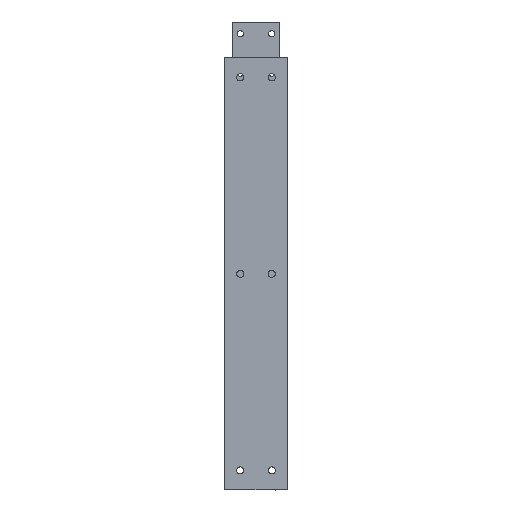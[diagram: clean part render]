
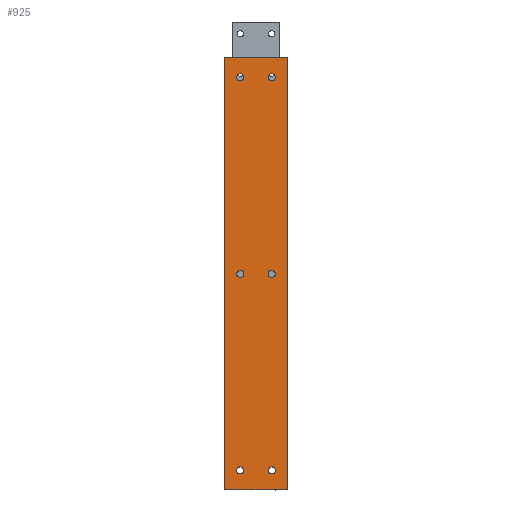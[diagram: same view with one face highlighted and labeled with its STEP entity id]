
A CAD part, left-side view. The second image highlights one B-rep face of the part: STEP entity #925.
In plain terms, the highlighted planar face has unit normal (-1, 0, 0).
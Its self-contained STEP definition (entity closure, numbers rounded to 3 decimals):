
#51 = DIRECTION ( 'NONE',  ( 0., 0., -1. ) ) ;
#86 = ORIENTED_EDGE ( 'NONE', *, *, #716, .T. ) ;
#110 = VERTEX_POINT ( 'NONE', #2696 ) ;
#168 = CARTESIAN_POINT ( 'NONE',  ( 0., 0., 275. ) ) ;
#170 = EDGE_LOOP ( 'NONE', ( #3196, #397 ) ) ;
#241 = CARTESIAN_POINT ( 'NONE',  ( 0., 60., 245.475 ) ) ;
#243 = EDGE_CURVE ( 'NONE', #1314, #110, #1017, .T. ) ;
#298 = CIRCLE ( 'NONE', #1821, 4.525 ) ;
#339 = VERTEX_POINT ( 'NONE', #2014 ) ;
#353 = CARTESIAN_POINT ( 'NONE',  ( 0., 60., -245.475 ) ) ;
#358 = AXIS2_PLACEMENT_3D ( 'NONE', #662, #2318, #2287 ) ;
#397 = ORIENTED_EDGE ( 'NONE', *, *, #1218, .T. ) ;
#399 = DIRECTION ( 'NONE',  ( 0., 0., -1. ) ) ;
#414 = DIRECTION ( 'NONE',  ( 1., 0., 0. ) ) ;
#427 = CIRCLE ( 'NONE', #1221, 4.525 ) ;
#465 = DIRECTION ( 'NONE',  ( 1., 0., 0. ) ) ;
#481 = DIRECTION ( 'NONE',  ( 1., 0., 0. ) ) ;
#495 = ORIENTED_EDGE ( 'NONE', *, *, #243, .T. ) ;
#528 = CIRCLE ( 'NONE', #1817, 4.525 ) ;
#536 = CARTESIAN_POINT ( 'NONE',  ( 0., 0., -275. ) ) ;
#662 = CARTESIAN_POINT ( 'NONE',  ( 0., 20., -250. ) ) ;
#678 = CARTESIAN_POINT ( 'NONE',  ( 0., 60., 254.525 ) ) ;
#703 = CARTESIAN_POINT ( 'NONE',  ( 0., 20., 250. ) ) ;
#714 = FACE_BOUND ( 'NONE', #741, .T. ) ;
#716 = EDGE_CURVE ( 'NONE', #2471, #1596, #2824, .T. ) ;
#731 = VERTEX_POINT ( 'NONE', #3342 ) ;
#737 = EDGE_CURVE ( 'NONE', #1913, #2667, #1004, .T. ) ;
#741 = EDGE_LOOP ( 'NONE', ( #495, #1172 ) ) ;
#744 = DIRECTION ( 'NONE',  ( 1., 0., 0. ) ) ;
#761 = EDGE_CURVE ( 'NONE', #3054, #339, #2589, .T. ) ;
#777 = VECTOR ( 'NONE', #1246, 1000. ) ;
#798 = AXIS2_PLACEMENT_3D ( 'NONE', #2366, #1040, #1837 ) ;
#840 = EDGE_CURVE ( 'NONE', #1596, #2471, #1976, .T. ) ;
#867 = CARTESIAN_POINT ( 'NONE',  ( 0., 20., -245.475 ) ) ;
#925 = ADVANCED_FACE ( 'NONE', ( #1487, #2029, #714, #3339, #3387, #1536, #2843 ), #1279, .F. ) ;
#928 = VECTOR ( 'NONE', #51, 1000. ) ;
#947 = DIRECTION ( 'NONE',  ( 0., 0., -1. ) ) ;
#963 = EDGE_CURVE ( 'NONE', #2997, #1447, #2309, .T. ) ;
#988 = CARTESIAN_POINT ( 'NONE',  ( 0., 0., -275. ) ) ;
#992 = CARTESIAN_POINT ( 'NONE',  ( 0., 80., -275. ) ) ;
#1004 = CIRCLE ( 'NONE', #1574, 4.525 ) ;
#1017 = CIRCLE ( 'NONE', #2987, 4.525 ) ;
#1018 = DIRECTION ( 'NONE',  ( 0., 0., -1. ) ) ;
#1030 = ORIENTED_EDGE ( 'NONE', *, *, #2042, .T. ) ;
#1040 = DIRECTION ( 'NONE',  ( 1., 0., 0. ) ) ;
#1081 = ORIENTED_EDGE ( 'NONE', *, *, #1399, .T. ) ;
#1120 = CARTESIAN_POINT ( 'NONE',  ( 0., 20., -4.525 ) ) ;
#1172 = ORIENTED_EDGE ( 'NONE', *, *, #2644, .T. ) ;
#1181 = AXIS2_PLACEMENT_3D ( 'NONE', #1282, #1824, #2096 ) ;
#1211 = EDGE_LOOP ( 'NONE', ( #2206, #1617 ) ) ;
#1216 = AXIS2_PLACEMENT_3D ( 'NONE', #1435, #2514, #3260 ) ;
#1218 = EDGE_CURVE ( 'NONE', #3352, #3091, #528, .T. ) ;
#1221 = AXIS2_PLACEMENT_3D ( 'NONE', #2097, #744, #2907 ) ;
#1246 = DIRECTION ( 'NONE',  ( 0., -1., 0. ) ) ;
#1258 = EDGE_CURVE ( 'NONE', #3091, #3352, #1875, .T. ) ;
#1271 = CARTESIAN_POINT ( 'NONE',  ( 0., 60., -4.525 ) ) ;
#1279 = PLANE ( 'NONE',  #3163 ) ;
#1282 = CARTESIAN_POINT ( 'NONE',  ( 0., 60., 0. ) ) ;
#1305 = CARTESIAN_POINT ( 'NONE',  ( 0., 60., -250. ) ) ;
#1311 = CIRCLE ( 'NONE', #2999, 4.525 ) ;
#1314 = VERTEX_POINT ( 'NONE', #2335 ) ;
#1394 = LINE ( 'NONE', #2470, #928 ) ;
#1399 = EDGE_CURVE ( 'NONE', #731, #2405, #1311, .T. ) ;
#1435 = CARTESIAN_POINT ( 'NONE',  ( 0., 60., -250. ) ) ;
#1447 = VERTEX_POINT ( 'NONE', #536 ) ;
#1449 = EDGE_CURVE ( 'NONE', #2405, #731, #1654, .T. ) ;
#1475 = DIRECTION ( 'NONE',  ( 1., 0., 0. ) ) ;
#1487 = FACE_BOUND ( 'NONE', #1211, .T. ) ;
#1491 = DIRECTION ( 'NONE',  ( 1., 0., 0. ) ) ;
#1536 = FACE_BOUND ( 'NONE', #3372, .T. ) ;
#1569 = EDGE_LOOP ( 'NONE', ( #3142, #1030 ) ) ;
#1574 = AXIS2_PLACEMENT_3D ( 'NONE', #2297, #1491, #3157 ) ;
#1596 = VERTEX_POINT ( 'NONE', #2578 ) ;
#1617 = ORIENTED_EDGE ( 'NONE', *, *, #3044, .T. ) ;
#1625 = DIRECTION ( 'NONE',  ( 1., 0., 0. ) ) ;
#1654 = CIRCLE ( 'NONE', #798, 4.525 ) ;
#1701 = DIRECTION ( 'NONE',  ( 0., 0., -1. ) ) ;
#1797 = EDGE_LOOP ( 'NONE', ( #2740, #2089, #2592, #3337 ) ) ;
#1817 = AXIS2_PLACEMENT_3D ( 'NONE', #2228, #3288, #1701 ) ;
#1821 = AXIS2_PLACEMENT_3D ( 'NONE', #1305, #465, #2856 ) ;
#1824 = DIRECTION ( 'NONE',  ( 1., 0., 0. ) ) ;
#1830 = CIRCLE ( 'NONE', #2857, 4.525 ) ;
#1837 = DIRECTION ( 'NONE',  ( 0., 0., -1. ) ) ;
#1875 = CIRCLE ( 'NONE', #358, 4.525 ) ;
#1884 = CIRCLE ( 'NONE', #1216, 4.525 ) ;
#1913 = VERTEX_POINT ( 'NONE', #678 ) ;
#1976 = CIRCLE ( 'NONE', #3255, 4.525 ) ;
#2014 = CARTESIAN_POINT ( 'NONE',  ( 0., 0., 275. ) ) ;
#2029 = FACE_BOUND ( 'NONE', #1569, .T. ) ;
#2042 = EDGE_CURVE ( 'NONE', #2260, #2313, #298, .T. ) ;
#2089 = ORIENTED_EDGE ( 'NONE', *, *, #3254, .F. ) ;
#2096 = DIRECTION ( 'NONE',  ( 0., 0., -1. ) ) ;
#2097 = CARTESIAN_POINT ( 'NONE',  ( 0., 60., 250. ) ) ;
#2108 = DIRECTION ( 'NONE',  ( 0., 0., -1. ) ) ;
#2172 = VECTOR ( 'NONE', #2108, 1000. ) ;
#2206 = ORIENTED_EDGE ( 'NONE', *, *, #737, .T. ) ;
#2228 = CARTESIAN_POINT ( 'NONE',  ( 0., 20., -250. ) ) ;
#2260 = VERTEX_POINT ( 'NONE', #2612 ) ;
#2287 = DIRECTION ( 'NONE',  ( 0., 0., -1. ) ) ;
#2297 = CARTESIAN_POINT ( 'NONE',  ( 0., 60., 250. ) ) ;
#2309 = LINE ( 'NONE', #988, #3214 ) ;
#2313 = VERTEX_POINT ( 'NONE', #353 ) ;
#2318 = DIRECTION ( 'NONE',  ( 1., 0., 0. ) ) ;
#2335 = CARTESIAN_POINT ( 'NONE',  ( 0., 20., 254.525 ) ) ;
#2353 = LINE ( 'NONE', #2646, #2172 ) ;
#2366 = CARTESIAN_POINT ( 'NONE',  ( 0., 20., 0. ) ) ;
#2375 = CARTESIAN_POINT ( 'NONE',  ( 0., 20., 250. ) ) ;
#2405 = VERTEX_POINT ( 'NONE', #1120 ) ;
#2470 = CARTESIAN_POINT ( 'NONE',  ( 0., 80., 275. ) ) ;
#2471 = VERTEX_POINT ( 'NONE', #1271 ) ;
#2514 = DIRECTION ( 'NONE',  ( 1., 0., 0. ) ) ;
#2568 = CARTESIAN_POINT ( 'NONE',  ( 0., 0., 275. ) ) ;
#2578 = CARTESIAN_POINT ( 'NONE',  ( 0., 60., 4.525 ) ) ;
#2584 = DIRECTION ( 'NONE',  ( 1., 0., 0. ) ) ;
#2589 = LINE ( 'NONE', #168, #777 ) ;
#2592 = ORIENTED_EDGE ( 'NONE', *, *, #761, .F. ) ;
#2612 = CARTESIAN_POINT ( 'NONE',  ( 0., 60., -254.525 ) ) ;
#2632 = ORIENTED_EDGE ( 'NONE', *, *, #840, .T. ) ;
#2644 = EDGE_CURVE ( 'NONE', #110, #1314, #1830, .T. ) ;
#2646 = CARTESIAN_POINT ( 'NONE',  ( 0., 0., 275. ) ) ;
#2667 = VERTEX_POINT ( 'NONE', #241 ) ;
#2696 = CARTESIAN_POINT ( 'NONE',  ( 0., 20., 245.475 ) ) ;
#2702 = EDGE_LOOP ( 'NONE', ( #2632, #86 ) ) ;
#2740 = ORIENTED_EDGE ( 'NONE', *, *, #963, .T. ) ;
#2741 = EDGE_CURVE ( 'NONE', #2313, #2260, #1884, .T. ) ;
#2755 = CARTESIAN_POINT ( 'NONE',  ( 0., 20., -254.525 ) ) ;
#2824 = CIRCLE ( 'NONE', #1181, 4.525 ) ;
#2843 = FACE_OUTER_BOUND ( 'NONE', #1797, .T. ) ;
#2856 = DIRECTION ( 'NONE',  ( 0., 0., -1. ) ) ;
#2857 = AXIS2_PLACEMENT_3D ( 'NONE', #2375, #481, #3431 ) ;
#2861 = DIRECTION ( 'NONE',  ( 0., 0., -1. ) ) ;
#2907 = DIRECTION ( 'NONE',  ( 0., 0., -1. ) ) ;
#2965 = ORIENTED_EDGE ( 'NONE', *, *, #1449, .T. ) ;
#2987 = AXIS2_PLACEMENT_3D ( 'NONE', #703, #1475, #947 ) ;
#2997 = VERTEX_POINT ( 'NONE', #992 ) ;
#2999 = AXIS2_PLACEMENT_3D ( 'NONE', #3215, #1625, #1018 ) ;
#3044 = EDGE_CURVE ( 'NONE', #2667, #1913, #427, .T. ) ;
#3054 = VERTEX_POINT ( 'NONE', #3175 ) ;
#3091 = VERTEX_POINT ( 'NONE', #867 ) ;
#3105 = CARTESIAN_POINT ( 'NONE',  ( 0., 60., 0. ) ) ;
#3139 = DIRECTION ( 'NONE',  ( 0., -1., 0. ) ) ;
#3142 = ORIENTED_EDGE ( 'NONE', *, *, #2741, .T. ) ;
#3143 = EDGE_CURVE ( 'NONE', #3054, #2997, #1394, .T. ) ;
#3157 = DIRECTION ( 'NONE',  ( 0., 0., -1. ) ) ;
#3163 = AXIS2_PLACEMENT_3D ( 'NONE', #2568, #2584, #399 ) ;
#3175 = CARTESIAN_POINT ( 'NONE',  ( 0., 80., 275. ) ) ;
#3196 = ORIENTED_EDGE ( 'NONE', *, *, #1258, .T. ) ;
#3214 = VECTOR ( 'NONE', #3139, 1000. ) ;
#3215 = CARTESIAN_POINT ( 'NONE',  ( 0., 20., 0. ) ) ;
#3254 = EDGE_CURVE ( 'NONE', #339, #1447, #2353, .T. ) ;
#3255 = AXIS2_PLACEMENT_3D ( 'NONE', #3105, #414, #2861 ) ;
#3260 = DIRECTION ( 'NONE',  ( 0., 0., -1. ) ) ;
#3288 = DIRECTION ( 'NONE',  ( 1., 0., 0. ) ) ;
#3337 = ORIENTED_EDGE ( 'NONE', *, *, #3143, .T. ) ;
#3339 = FACE_BOUND ( 'NONE', #170, .T. ) ;
#3342 = CARTESIAN_POINT ( 'NONE',  ( 0., 20., 4.525 ) ) ;
#3352 = VERTEX_POINT ( 'NONE', #2755 ) ;
#3372 = EDGE_LOOP ( 'NONE', ( #1081, #2965 ) ) ;
#3387 = FACE_BOUND ( 'NONE', #2702, .T. ) ;
#3431 = DIRECTION ( 'NONE',  ( 0., 0., -1. ) ) ;
